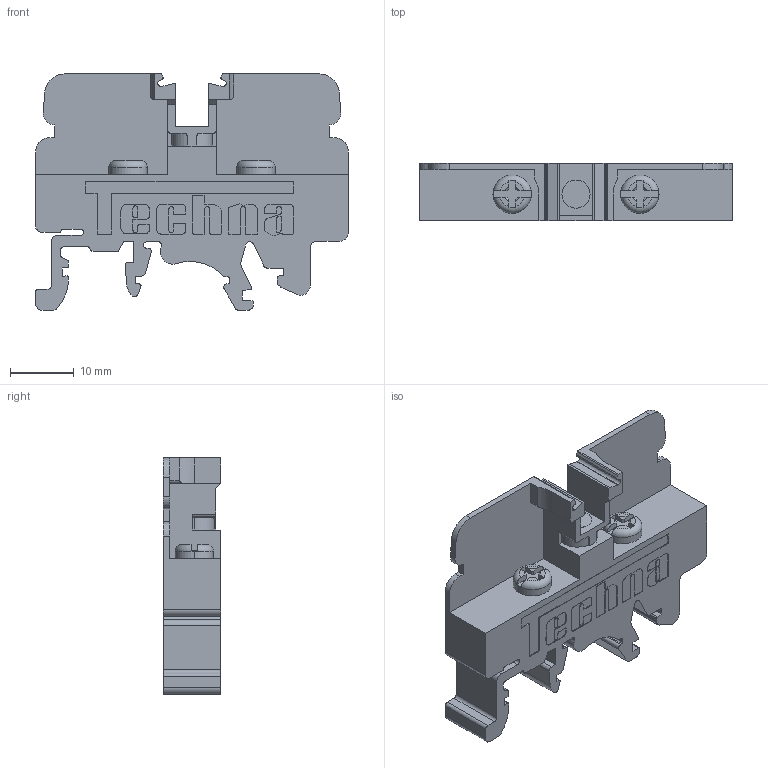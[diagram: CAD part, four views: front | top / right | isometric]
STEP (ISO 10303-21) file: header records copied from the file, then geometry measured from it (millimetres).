
FILE_DESCRIPTION (( 'STEP AP214' ), '1' );
FILE_NAME ('TtecCBS3U.STEP', '2020-06-12T09:20:39', ( '' ), ( '' ), 'SwSTEP 2.0', 'SolidWorks 2020', '' );
FILE_SCHEMA (( 'AUTOMOTIVE_DESIGN' ));
Length unit declared in the file: millimetre
Products named in the file (1): TtecCBS3U
Bounding box: 49 x 9 x 37 mm (x, y, z)
Volume: 7386.7 mm3; surface area: 6055.2 mm2
Topology: 1 solids, 11 shells, 830 faces, 2281 edges, 1504 vertices
Faces by surface type: plane 412, cylinder 314, bspline 73, torus 29, sphere 2
Entity records: 35622 total; most frequent: CARTESIAN_POINT 9711, ORIENTED_EDGE 4562, DIRECTION 4244, EDGE_CURVE 2281, VERTEX_POINT 1504, VECTOR 1418, LINE 1418, AXIS2_PLACEMENT_3D 1413
